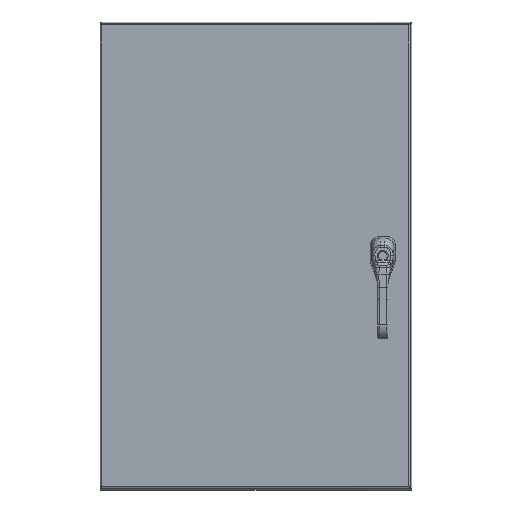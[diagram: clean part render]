
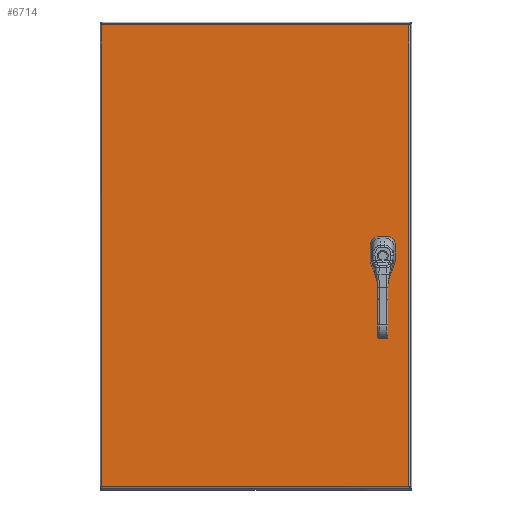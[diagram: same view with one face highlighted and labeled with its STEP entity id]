
A CAD part, top view. The second image highlights one B-rep face of the part: STEP entity #6714.
In plain terms, the highlighted face is planar.
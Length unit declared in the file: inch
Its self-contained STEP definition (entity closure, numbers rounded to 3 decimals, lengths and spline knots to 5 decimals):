
#4973=CARTESIAN_POINT('',(2.33762,18.275,0.0));
#4974=VERTEX_POINT('',#4973);
#4981=CARTESIAN_POINT('',(2.525,18.08762,0.0));
#4982=VERTEX_POINT('',#4981);
#4983=CARTESIAN_POINT('',(2.125,17.875,0.0));
#4984=DIRECTION('',(0.0,0.0,1.0));
#4985=DIRECTION('',(-0.469,-0.883,0.0));
#4986=AXIS2_PLACEMENT_3D('',#4983,#4984,#4985);
#4987=CIRCLE('',#4986,0.453);
#4988=EDGE_CURVE('',#4982,#4974,#4987,.T.);
#5013=CARTESIAN_POINT('',(2.525,17.66238,0.0));
#5014=VERTEX_POINT('',#5013);
#5015=CARTESIAN_POINT('',(2.525,17.66238,0.0));
#5016=DIRECTION('',(0.0,1.0,0.0));
#5017=VECTOR('',#5016,0.42525);
#5018=LINE('',#5015,#5017);
#5019=EDGE_CURVE('',#5014,#4982,#5018,.T.);
#5045=CARTESIAN_POINT('',(2.33762,17.475,0.0));
#5046=VERTEX_POINT('',#5045);
#5047=CARTESIAN_POINT('',(2.125,17.875,0.0));
#5048=DIRECTION('',(0.0,0.0,1.0));
#5049=DIRECTION('',(-0.883,0.469,0.0));
#5050=AXIS2_PLACEMENT_3D('',#5047,#5048,#5049);
#5051=CIRCLE('',#5050,0.453);
#5052=EDGE_CURVE('',#5046,#5014,#5051,.T.);
#5077=CARTESIAN_POINT('',(1.91238,17.475,0.0));
#5078=VERTEX_POINT('',#5077);
#5079=CARTESIAN_POINT('',(1.91238,17.475,0.0));
#5080=DIRECTION('',(1.0,0.0,0.0));
#5081=VECTOR('',#5080,0.42525);
#5082=LINE('',#5079,#5081);
#5083=EDGE_CURVE('',#5078,#5046,#5082,.T.);
#5109=CARTESIAN_POINT('',(1.725,17.66238,0.0));
#5110=VERTEX_POINT('',#5109);
#5111=CARTESIAN_POINT('',(2.125,17.875,0.0));
#5112=DIRECTION('',(0.0,0.0,1.0));
#5113=DIRECTION('',(0.469,0.883,0.0));
#5114=AXIS2_PLACEMENT_3D('',#5111,#5112,#5113);
#5115=CIRCLE('',#5114,0.453);
#5116=EDGE_CURVE('',#5110,#5078,#5115,.T.);
#5141=CARTESIAN_POINT('',(1.725,18.08762,0.0));
#5142=VERTEX_POINT('',#5141);
#5143=CARTESIAN_POINT('',(1.725,18.08762,0.0));
#5144=DIRECTION('',(0.0,-1.0,0.0));
#5145=VECTOR('',#5144,0.42525);
#5146=LINE('',#5143,#5145);
#5147=EDGE_CURVE('',#5142,#5110,#5146,.T.);
#5173=CARTESIAN_POINT('',(1.91238,18.275,0.0));
#5174=VERTEX_POINT('',#5173);
#5175=CARTESIAN_POINT('',(2.125,17.875,0.0));
#5176=DIRECTION('',(0.0,0.0,1.0));
#5177=DIRECTION('',(0.883,-0.469,0.0));
#5178=AXIS2_PLACEMENT_3D('',#5175,#5176,#5177);
#5179=CIRCLE('',#5178,0.453);
#5180=EDGE_CURVE('',#5174,#5142,#5179,.T.);
#5203=CARTESIAN_POINT('',(2.33762,18.275,0.0));
#5204=DIRECTION('',(-1.0,0.0,0.0));
#5205=VECTOR('',#5204,0.42525);
#5206=LINE('',#5203,#5205);
#5207=EDGE_CURVE('',#4974,#5174,#5206,.T.);
#5734=CARTESIAN_POINT('',(23.76975,0.10525,0.));
#5735=VERTEX_POINT('',#5734);
#5746=CARTESIAN_POINT('',(23.76975,35.64475,0.));
#5747=VERTEX_POINT('',#5746);
#5748=CARTESIAN_POINT('',(23.76975,35.64475,0.0));
#5749=DIRECTION('',(0.0,-1.0,0.0));
#5750=VECTOR('',#5749,35.5395);
#5751=LINE('',#5748,#5750);
#5752=EDGE_CURVE('',#5747,#5735,#5751,.T.);
#5904=CARTESIAN_POINT('',(0.10525,0.10525,0.));
#5905=VERTEX_POINT('',#5904);
#5916=CARTESIAN_POINT('',(23.76975,0.10525,0.0));
#5917=DIRECTION('',(-1.0,0.0,0.0));
#5918=VECTOR('',#5917,23.6645);
#5919=LINE('',#5916,#5918);
#5920=EDGE_CURVE('',#5735,#5905,#5919,.T.);
#6175=CARTESIAN_POINT('',(0.10525,35.64475,0.));
#6176=VERTEX_POINT('',#6175);
#6187=CARTESIAN_POINT('',(0.10525,0.10525,0.0));
#6188=DIRECTION('',(0.0,1.0,0.0));
#6189=VECTOR('',#6188,35.5395);
#6190=LINE('',#6187,#6189);
#6191=EDGE_CURVE('',#5905,#6176,#6190,.T.);
#6456=CARTESIAN_POINT('',(0.10525,35.64475,0.0));
#6457=DIRECTION('',(1.0,0.0,0.0));
#6458=VECTOR('',#6457,23.6645);
#6459=LINE('',#6456,#6458);
#6460=EDGE_CURVE('',#6176,#5747,#6459,.T.);
#6693=CARTESIAN_POINT('',(11.9375,17.875,0.0));
#6694=DIRECTION('',(0.0,0.0,1.0));
#6695=DIRECTION('',(1.0,0.0,0.0));
#6696=AXIS2_PLACEMENT_3D('',#6693,#6694,#6695);
#6697=PLANE('',#6696);
#6698=ORIENTED_EDGE('',*,*,#5752,.T.);
#6699=ORIENTED_EDGE('',*,*,#5920,.T.);
#6700=ORIENTED_EDGE('',*,*,#6191,.T.);
#6701=ORIENTED_EDGE('',*,*,#6460,.T.);
#6702=EDGE_LOOP('',(#6698,#6699,#6700,#6701));
#6703=FACE_OUTER_BOUND('',#6702,.T.);
#6704=ORIENTED_EDGE('',*,*,#4988,.T.);
#6705=ORIENTED_EDGE('',*,*,#5207,.T.);
#6706=ORIENTED_EDGE('',*,*,#5180,.T.);
#6707=ORIENTED_EDGE('',*,*,#5147,.T.);
#6708=ORIENTED_EDGE('',*,*,#5116,.T.);
#6709=ORIENTED_EDGE('',*,*,#5083,.T.);
#6710=ORIENTED_EDGE('',*,*,#5052,.T.);
#6711=ORIENTED_EDGE('',*,*,#5019,.T.);
#6712=EDGE_LOOP('',(#6704,#6705,#6706,#6707,#6708,#6709,#6710,#6711));
#6713=FACE_BOUND('',#6712,.T.);
#6714=ADVANCED_FACE('',(#6703,#6713),#6697,.F.);
